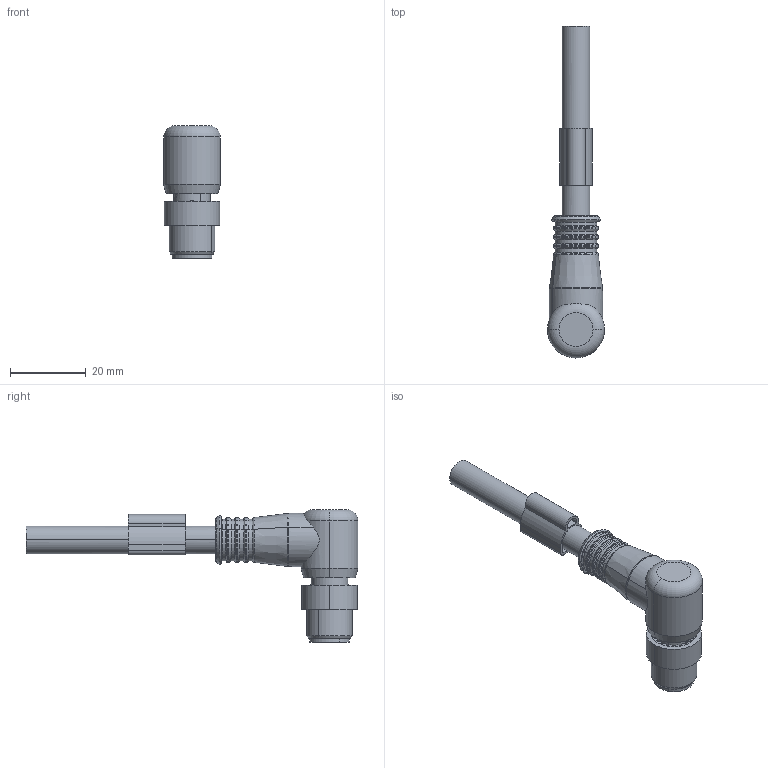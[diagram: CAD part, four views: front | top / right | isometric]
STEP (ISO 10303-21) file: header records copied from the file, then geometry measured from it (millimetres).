
FILE_DESCRIPTION(('CATIA V5 STEP Exchange','CAx-IF Rec.Pracs.--- Model Styling and Organization---1.5--- 2016-08-15','CAx-IF Rec.Pracs.---Supplemental Geometry---1.0---2011-11-01','CAx-IF Rec.Pracs.--- Composite Materials ---1.1---2010-07-15'),'2;1');
FILE_NAME ('428396-2_0', '2025-08-13T07:42:43+00:00', ('none'), ('Weidmueller'), 'CATIA Version 5-6 Release 2024 SP4', 'CATIA V5 STEP AP214 v3', 'none');
FILE_SCHEMA(('AUTOMOTIVE_DESIGN { 1 0 10303 214 1 1 1 1 }'));
Length unit declared in the file: millimetre
Products named in the file (1): 1059900000
Bounding box: 15 x 87.5 x 35 mm (x, y, z)
Volume: 9875.9 mm3; surface area: 6469.6 mm2
Topology: 1 solids, 14 shells, 597 faces, 1490 edges, 910 vertices
Faces by surface type: cylinder 262, plane 136, torus 111, cone 64, sphere 18, bspline 6
Entity records: 17363 total; most frequent: CARTESIAN_POINT 4451, ORIENTED_EDGE 2928, DIRECTION 1965, EDGE_CURVE 1464, AXIS2_PLACEMENT_3D 1111, VERTEX_POINT 910, CIRCLE 752, EDGE_LOOP 652
